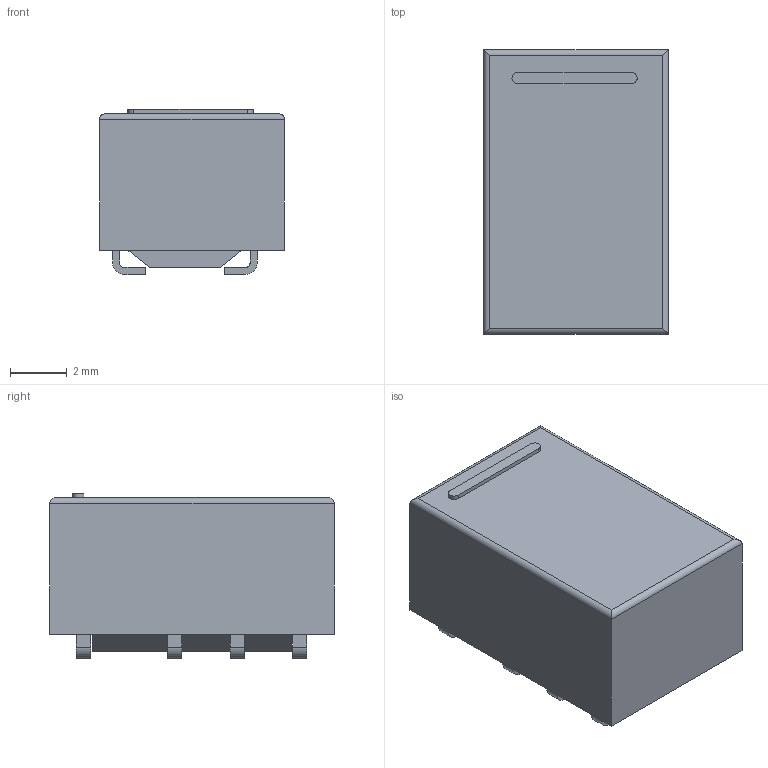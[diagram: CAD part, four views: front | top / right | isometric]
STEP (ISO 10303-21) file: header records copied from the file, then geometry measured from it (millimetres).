
FILE_DESCRIPTION(('FreeCAD Model'),'2;1');
FILE_NAME('Relay_DPDT_AXICOM_IMSeries_JLeg.step','2018-01-13T09:24:28',( 'kicad StepUp'),('ksu MCAD'),'Open CASCADE STEP processor 6.8', 'FreeCAD','Unknown');
FILE_SCHEMA(('AUTOMOTIVE_DESIGN_CC2 { 1 2 10303 214 -1 1 5 4 }'));
Length unit declared in the file: millimetre
Products named in the file (1): Relay_DPDT_AXICOM_IMSeries_JLeg
Bounding box: 6.5 x 10 x 5.8 mm (x, y, z)
Volume: 327.3 mm3; surface area: 313.2 mm2
Topology: 1 solids, 1 shells, 92 faces, 236 edges, 156 vertices
Faces by surface type: plane 70, cylinder 22
Entity records: 1951 total; most frequent: ORIENTED_EDGE 362, CARTESIAN_POINT 266, EDGE_CURVE 236, LINE 196, VERTEX_POINT 156, AXIS2_PLACEMENT_3D 109, FACE_BOUND 102, EDGE_LOOP 102
